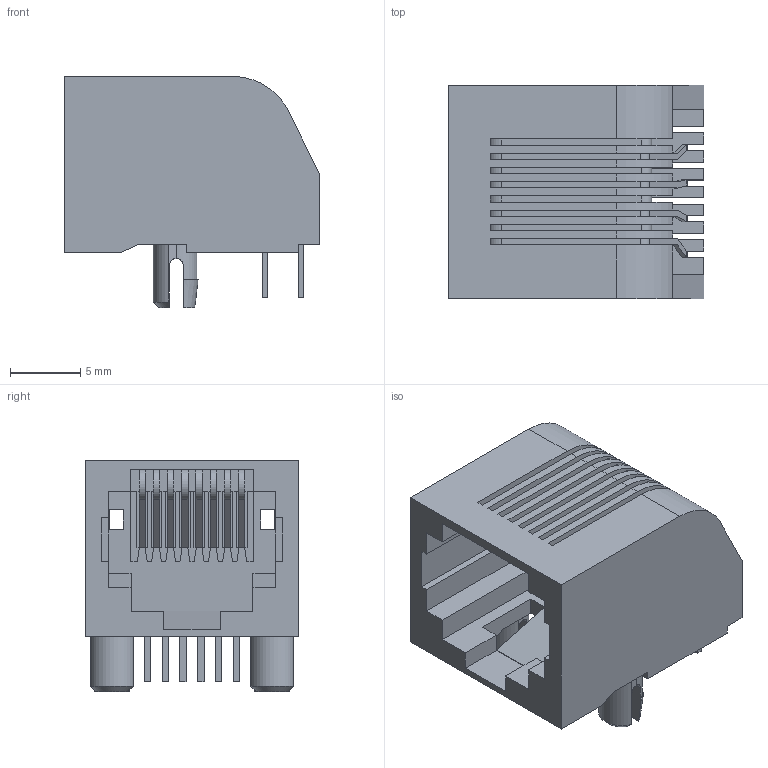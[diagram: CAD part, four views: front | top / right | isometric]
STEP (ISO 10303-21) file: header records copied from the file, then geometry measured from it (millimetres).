
FILE_DESCRIPTION(/* description */ ('Unknown'),/* implementation_level */ '2;1');
FILE_NAME(/* name */ 'J_Wurth_WR-MJ_615008143721',/* time_stamp */ '2025-07-02T09:42:09+08:00',/* author */ ('Unknown'),/* organization */ ('Unknown'),/* preprocessor_version */ 'ST-DEVELOPER v19.4',/* originating_system */ 'Solid Edge',/* authorisation */ 'Unknown');
FILE_SCHEMA (('AUTOMOTIVE_DESIGN {1 0 10303 214 3 1 1}'));
Length unit declared in the file: millimetre
Products named in the file (2): J_Wurth_WR-MJ_615008143721
Assembly tree (1 placements, depth 2):
  J_Wurth_WR-MJ_615008143721
    J_Wurth_WR-MJ_615008143721
Bounding box: 18.26 x 15.24 x 16.5 mm (x, y, z)
Volume: 1587.9 mm3; surface area: 3123.7 mm2
Topology: 1 solids, 1 shells, 493 faces, 1449 edges, 922 vertices
Faces by surface type: plane 427, cylinder 54, bspline 8, cone 4
Entity records: 19757 total; most frequent: CARTESIAN_POINT 3211, ORIENTED_EDGE 2894, DIRECTION 2481, EDGE_CURVE 1447, LINE 1271, VECTOR 1271, VERTEX_POINT 922, AXIS2_PLACEMENT_3D 605
